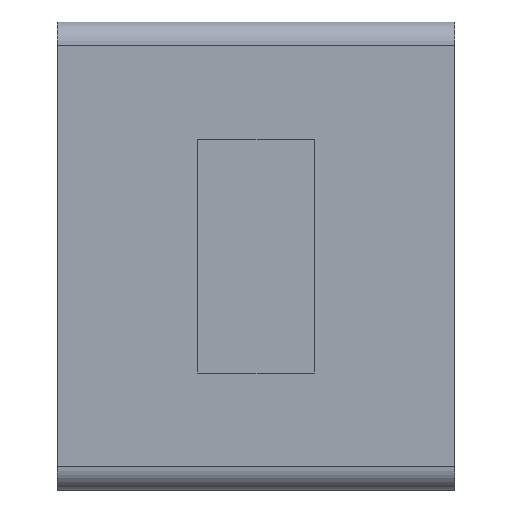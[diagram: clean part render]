
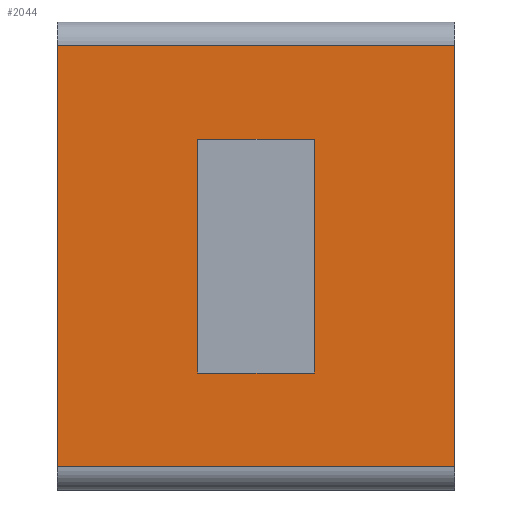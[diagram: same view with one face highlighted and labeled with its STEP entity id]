
A CAD part, front view. The second image highlights one B-rep face of the part: STEP entity #2044.
In plain terms, the highlighted planar face has unit normal (0, -1, 0).
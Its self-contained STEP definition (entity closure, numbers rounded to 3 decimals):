
#46 = EDGE_CURVE ( 'NONE', #5597, #4913, #4959, .T. ) ;
#97 = ORIENTED_EDGE ( 'NONE', *, *, #2773, .T. ) ;
#194 = CARTESIAN_POINT ( 'NONE',  ( -12.708, 0., -16.845 ) ) ;
#383 = VERTEX_POINT ( 'NONE', #5661 ) ;
#595 = EDGE_CURVE ( 'NONE', #4913, #1218, #3069, .T. ) ;
#679 = VECTOR ( 'NONE', #2561, 1000. ) ;
#861 = LINE ( 'NONE', #4167, #679 ) ;
#937 = CARTESIAN_POINT ( 'NONE',  ( -23.708, 0., -20.845 ) ) ;
#1001 = VECTOR ( 'NONE', #5549, 1000. ) ;
#1108 = DIRECTION ( 'NONE',  ( 0., 0., -1. ) ) ;
#1218 = VERTEX_POINT ( 'NONE', #194 ) ;
#1371 = VECTOR ( 'NONE', #2904, 1000. ) ;
#1506 = CARTESIAN_POINT ( 'NONE',  ( -17.708, 0., -6.845 ) ) ;
#1527 = DIRECTION ( 'NONE',  ( 0., 0., 1. ) ) ;
#1547 = LINE ( 'NONE', #1600, #5569 ) ;
#1600 = CARTESIAN_POINT ( 'NONE',  ( -12.708, 0., 0. ) ) ;
#1622 = VECTOR ( 'NONE', #5511, 1000. ) ;
#1747 = EDGE_CURVE ( 'NONE', #5529, #3025, #3889, .T. ) ;
#1802 = EDGE_LOOP ( 'NONE', ( #3951, #4596, #5679, #5367 ) ) ;
#1821 = DIRECTION ( 'NONE',  ( -1., 0., 0. ) ) ;
#2044 = ADVANCED_FACE ( 'NONE', ( #6411, #5126 ), #3691, .F. ) ;
#2164 = DIRECTION ( 'NONE',  ( 0., 0., 1. ) ) ;
#2236 = CARTESIAN_POINT ( 'NONE',  ( 0., 0., -16.845 ) ) ;
#2467 = VECTOR ( 'NONE', #1821, 1000. ) ;
#2561 = DIRECTION ( 'NONE',  ( 1., 0., 0. ) ) ;
#2773 = EDGE_CURVE ( 'NONE', #5529, #383, #4256, .T. ) ;
#2904 = DIRECTION ( 'NONE',  ( 0., 0., 1. ) ) ;
#2984 = EDGE_CURVE ( 'NONE', #5501, #383, #861, .T. ) ;
#3025 = VERTEX_POINT ( 'NONE', #937 ) ;
#3069 = LINE ( 'NONE', #2236, #1622 ) ;
#3077 = CARTESIAN_POINT ( 'NONE',  ( -23.708, 0., -2.845 ) ) ;
#3282 = CARTESIAN_POINT ( 'NONE',  ( -12.708, 0., -6.845 ) ) ;
#3459 = VERTEX_POINT ( 'NONE', #3282 ) ;
#3499 = VECTOR ( 'NONE', #1108, 1000. ) ;
#3691 = PLANE ( 'NONE',  #5498 ) ;
#3825 = CARTESIAN_POINT ( 'NONE',  ( -17.708, 0., 0. ) ) ;
#3889 = LINE ( 'NONE', #4405, #1001 ) ;
#3893 = LINE ( 'NONE', #6716, #2467 ) ;
#3903 = EDGE_CURVE ( 'NONE', #3459, #5597, #3893, .T. ) ;
#3909 = ORIENTED_EDGE ( 'NONE', *, *, #4906, .F. ) ;
#3951 = ORIENTED_EDGE ( 'NONE', *, *, #3903, .F. ) ;
#4167 = CARTESIAN_POINT ( 'NONE',  ( 0., 0., -2.845 ) ) ;
#4227 = CARTESIAN_POINT ( 'NONE',  ( 0., 0., 0. ) ) ;
#4256 = LINE ( 'NONE', #5631, #1371 ) ;
#4320 = CARTESIAN_POINT ( 'NONE',  ( -17.708, 0., -16.845 ) ) ;
#4345 = ORIENTED_EDGE ( 'NONE', *, *, #1747, .F. ) ;
#4405 = CARTESIAN_POINT ( 'NONE',  ( 0., 0., -20.845 ) ) ;
#4596 = ORIENTED_EDGE ( 'NONE', *, *, #6414, .F. ) ;
#4794 = DIRECTION ( 'NONE',  ( 0., 1., 0. ) ) ;
#4906 = EDGE_CURVE ( 'NONE', #3025, #5501, #5713, .T. ) ;
#4913 = VERTEX_POINT ( 'NONE', #4320 ) ;
#4959 = LINE ( 'NONE', #3825, #3499 ) ;
#5126 = FACE_OUTER_BOUND ( 'NONE', #6220, .T. ) ;
#5367 = ORIENTED_EDGE ( 'NONE', *, *, #46, .F. ) ;
#5457 = CARTESIAN_POINT ( 'NONE',  ( -23.708, 0., 0. ) ) ;
#5498 = AXIS2_PLACEMENT_3D ( 'NONE', #4227, #4794, #1527 ) ;
#5501 = VERTEX_POINT ( 'NONE', #3077 ) ;
#5511 = DIRECTION ( 'NONE',  ( 1., 0., 0. ) ) ;
#5529 = VERTEX_POINT ( 'NONE', #6397 ) ;
#5549 = DIRECTION ( 'NONE',  ( -1., 0., 0. ) ) ;
#5569 = VECTOR ( 'NONE', #2164, 1000. ) ;
#5597 = VERTEX_POINT ( 'NONE', #1506 ) ;
#5631 = CARTESIAN_POINT ( 'NONE',  ( -6.708, 0., -21.845 ) ) ;
#5661 = CARTESIAN_POINT ( 'NONE',  ( -6.708, 0., -2.845 ) ) ;
#5679 = ORIENTED_EDGE ( 'NONE', *, *, #595, .F. ) ;
#5713 = LINE ( 'NONE', #5457, #6662 ) ;
#6008 = DIRECTION ( 'NONE',  ( 0., 0., 1. ) ) ;
#6177 = ORIENTED_EDGE ( 'NONE', *, *, #2984, .F. ) ;
#6220 = EDGE_LOOP ( 'NONE', ( #4345, #97, #6177, #3909 ) ) ;
#6397 = CARTESIAN_POINT ( 'NONE',  ( -6.708, 0., -20.845 ) ) ;
#6411 = FACE_BOUND ( 'NONE', #1802, .T. ) ;
#6414 = EDGE_CURVE ( 'NONE', #1218, #3459, #1547, .T. ) ;
#6662 = VECTOR ( 'NONE', #6008, 1000. ) ;
#6716 = CARTESIAN_POINT ( 'NONE',  ( 0., 0., -6.845 ) ) ;
